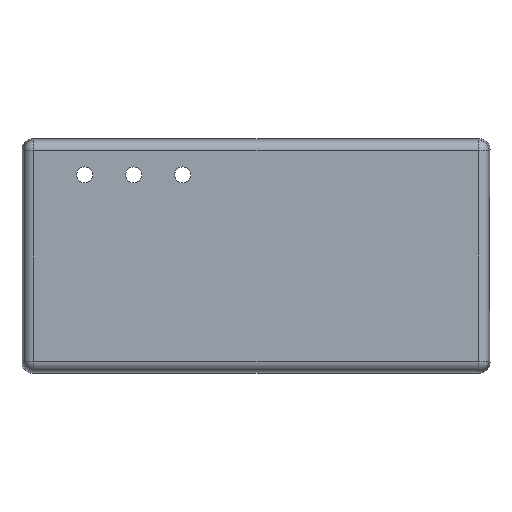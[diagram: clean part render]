
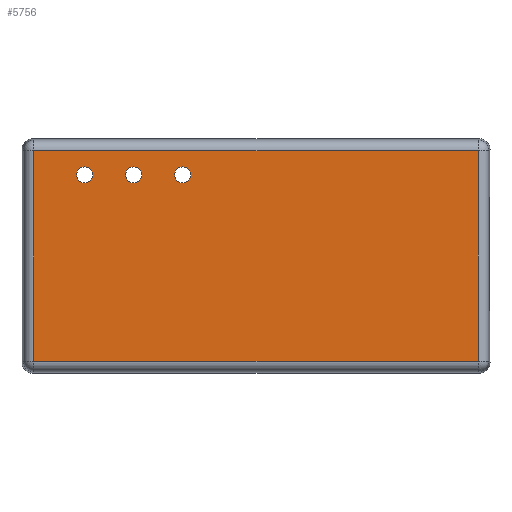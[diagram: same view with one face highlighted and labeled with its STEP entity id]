
A CAD part, front view. The second image highlights one B-rep face of the part: STEP entity #5756.
In plain terms, the highlighted planar face has unit normal (0, -1, 0).
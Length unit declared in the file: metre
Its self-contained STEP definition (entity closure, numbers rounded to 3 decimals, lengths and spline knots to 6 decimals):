
#312=PLANE('',#6161);
#354=CIRCLE('',#6162,0.001143);
#355=CIRCLE('',#6163,0.001143);
#356=CIRCLE('',#6164,0.001143);
#2008=ORIENTED_EDGE('',*,*,#2850,.F.);
#2009=ORIENTED_EDGE('',*,*,#2851,.F.);
#2010=ORIENTED_EDGE('',*,*,#2852,.F.);
#2011=ORIENTED_EDGE('',*,*,#2034,.T.);
#2012=ORIENTED_EDGE('',*,*,#2044,.T.);
#2013=ORIENTED_EDGE('',*,*,#2053,.T.);
#2014=ORIENTED_EDGE('',*,*,#2849,.T.);
#2034=EDGE_CURVE('',#2861,#2864,#3388,.T.);
#2044=EDGE_CURVE('',#2864,#2870,#3394,.T.);
#2053=EDGE_CURVE('',#2870,#2875,#3399,.T.);
#2849=EDGE_CURVE('',#2875,#2861,#4098,.T.);
#2850=EDGE_CURVE('',#3378,#3378,#354,.T.);
#2851=EDGE_CURVE('',#3379,#3379,#355,.T.);
#2852=EDGE_CURVE('',#3380,#3380,#356,.T.);
#2861=VERTEX_POINT('',#7702);
#2864=VERTEX_POINT('',#7707);
#2870=VERTEX_POINT('',#7727);
#2875=VERTEX_POINT('',#7745);
#3378=VERTEX_POINT('',#9474);
#3379=VERTEX_POINT('',#9476);
#3380=VERTEX_POINT('',#9478);
#3388=LINE('',#7708,#4106);
#3394=LINE('',#7728,#4112);
#3399=LINE('',#7746,#4117);
#4098=LINE('',#9471,#4816);
#4106=VECTOR('',#6197,1.);
#4112=VECTOR('',#6219,1.);
#4117=VECTOR('',#6240,1.);
#4816=VECTOR('',#7663,1.);
#5105=EDGE_LOOP('',(#2008));
#5106=EDGE_LOOP('',(#2009));
#5107=EDGE_LOOP('',(#2010));
#5108=EDGE_LOOP('',(#2011,#2012,#2013,#2014));
#5403=FACE_BOUND('',#5105,.T.);
#5404=FACE_BOUND('',#5106,.T.);
#5405=FACE_BOUND('',#5107,.T.);
#5406=FACE_BOUND('',#5108,.T.);
#5756=ADVANCED_FACE('',(#5403,#5404,#5405,#5406),#312,.F.);
#6161=AXIS2_PLACEMENT_3D('',#9472,#7664,#7665);
#6162=AXIS2_PLACEMENT_3D('',#9473,#7666,#7667);
#6163=AXIS2_PLACEMENT_3D('',#9475,#7668,#7669);
#6164=AXIS2_PLACEMENT_3D('',#9477,#7670,#7671);
#6197=DIRECTION('',(-1.,0.,0.));
#6219=DIRECTION('',(0.,0.,-1.));
#6240=DIRECTION('',(1.,0.,0.));
#7663=DIRECTION('',(0.,0.,1.));
#7664=DIRECTION('',(0.,1.,0.));
#7665=DIRECTION('',(1.,0.,0.));
#7666=DIRECTION('',(0.,-1.,0.));
#7667=DIRECTION('',(0.,0.,-1.));
#7668=DIRECTION('',(0.,-1.,0.));
#7669=DIRECTION('',(0.,0.,-1.));
#7670=DIRECTION('',(0.,-1.,0.));
#7671=DIRECTION('',(0.,0.,-1.));
#7702=CARTESIAN_POINT('',(0.031884,0.,0.015235));
#7707=CARTESIAN_POINT('',(-0.03142,0.,0.015235));
#7708=CARTESIAN_POINT('',(0.031884,0.,0.015235));
#7727=CARTESIAN_POINT('',(-0.03142,0.,-0.014771));
#7728=CARTESIAN_POINT('',(-0.03142,0.,0.015235));
#7745=CARTESIAN_POINT('',(0.031884,0.,-0.014771));
#7746=CARTESIAN_POINT('',(-0.03142,0.,-0.014771));
#9471=CARTESIAN_POINT('',(0.031884,0.,-0.014771));
#9472=CARTESIAN_POINT('',(0.,0.,0.));
#9473=CARTESIAN_POINT('',(-0.024182,0.,0.011783));
#9474=CARTESIAN_POINT('',(-0.024182,0.,0.01064));
#9475=CARTESIAN_POINT('',(-0.017197,0.,0.011783));
#9476=CARTESIAN_POINT('',(-0.017197,0.,0.01064));
#9477=CARTESIAN_POINT('',(-0.010212,0.,0.011783));
#9478=CARTESIAN_POINT('',(-0.010212,0.,0.01064));
